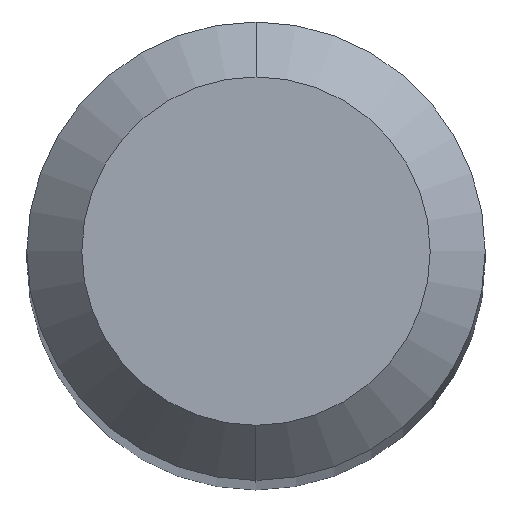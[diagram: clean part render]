
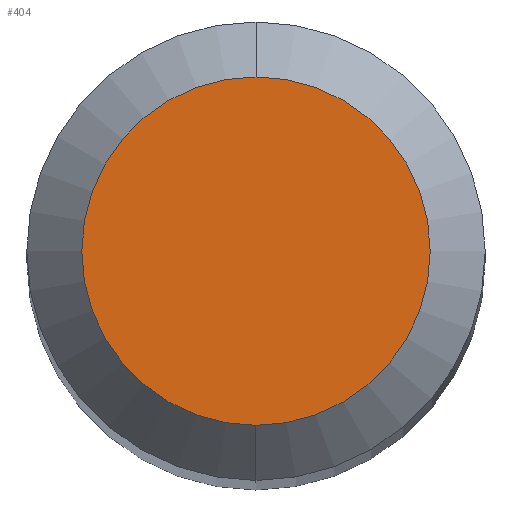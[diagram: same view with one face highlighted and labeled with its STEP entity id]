
A CAD part, top view. The second image highlights one B-rep face of the part: STEP entity #404.
In plain terms, the highlighted planar face has unit normal (0, 0, 1).
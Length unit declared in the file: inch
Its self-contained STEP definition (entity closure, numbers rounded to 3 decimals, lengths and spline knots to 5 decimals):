
#14 = EDGE_LOOP ( 'NONE', ( #371, #317 ) ) ;
#17 = AXIS2_PLACEMENT_3D ( 'NONE', #387, #36, #395 ) ;
#36 = DIRECTION ( 'NONE',  ( 0., 0., -1. ) ) ;
#40 = FACE_OUTER_BOUND ( 'NONE', #14, .T. ) ;
#113 = CIRCLE ( 'NONE', #352, 0.0475 ) ;
#148 = DIRECTION ( 'NONE',  ( 0., 0., 1. ) ) ;
#166 = VERTEX_POINT ( 'NONE', #319 ) ;
#185 = CARTESIAN_POINT ( 'NONE',  ( 0., 0., 0. ) ) ;
#216 = DIRECTION ( 'NONE',  ( 0., -1., 0. ) ) ;
#224 = VERTEX_POINT ( 'NONE', #496 ) ;
#254 = EDGE_CURVE ( 'NONE', #224, #166, #478, .T. ) ;
#288 = CARTESIAN_POINT ( 'NONE',  ( 0., 0., 0. ) ) ;
#295 = DIRECTION ( 'NONE',  ( 0., 0., 1. ) ) ;
#308 = PLANE ( 'NONE',  #17 ) ;
#317 = ORIENTED_EDGE ( 'NONE', *, *, #368, .T. ) ;
#319 = CARTESIAN_POINT ( 'NONE',  ( 0., -0.0475, 0. ) ) ;
#332 = DIRECTION ( 'NONE',  ( 0., -1., 0. ) ) ;
#352 = AXIS2_PLACEMENT_3D ( 'NONE', #185, #148, #332 ) ;
#368 = EDGE_CURVE ( 'NONE', #166, #224, #113, .T. ) ;
#371 = ORIENTED_EDGE ( 'NONE', *, *, #254, .T. ) ;
#387 = CARTESIAN_POINT ( 'NONE',  ( 0., 0.0475, 0. ) ) ;
#395 = DIRECTION ( 'NONE',  ( 0., 1., 0. ) ) ;
#404 = ADVANCED_FACE ( 'NONE', ( #40 ), #308, .F. ) ;
#430 = AXIS2_PLACEMENT_3D ( 'NONE', #288, #295, #216 ) ;
#478 = CIRCLE ( 'NONE', #430, 0.0475 ) ;
#496 = CARTESIAN_POINT ( 'NONE',  ( 0., 0.0475, 0. ) ) ;
